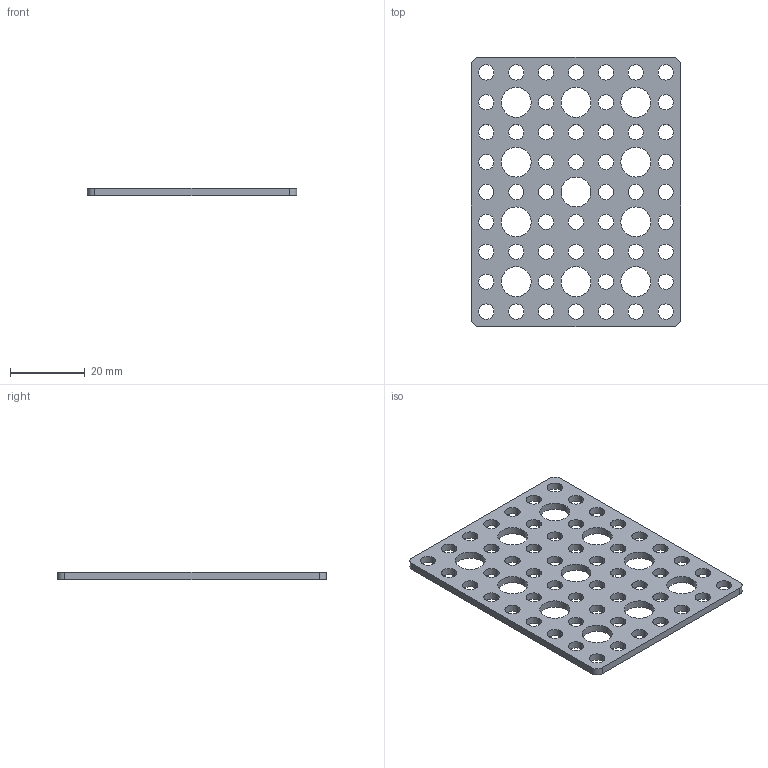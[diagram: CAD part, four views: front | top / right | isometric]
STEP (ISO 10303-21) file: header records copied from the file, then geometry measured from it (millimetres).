
FILE_DESCRIPTION (( 'STEP AP214' ), '1' );
FILE_NAME ('Plate 7x9 B蟀諉え.step', '2016-10-28T04:09:34', ( 'dell' ), ( '' ), 'SwSTEP 2.0', 'SolidWorks 2013', '' );
FILE_SCHEMA (( 'AUTOMOTIVE_DESIGN' ));
Length unit declared in the file: millimetre
Products named in the file (1): Plate 7x9 B蟀諉え
Bounding box: 56 x 72 x 2 mm (x, y, z)
Volume: 5578.2 mm3; surface area: 7975.9 mm2
Topology: 1 solids, 1 shells, 136 faces, 402 edges, 268 vertices
Faces by surface type: cylinder 130, plane 6
Entity records: 4992 total; most frequent: DIRECTION 936, CARTESIAN_POINT 807, ORIENTED_EDGE 804, EDGE_CURVE 402, AXIS2_PLACEMENT_3D 397, VERTEX_POINT 268, EDGE_LOOP 262, CIRCLE 260
